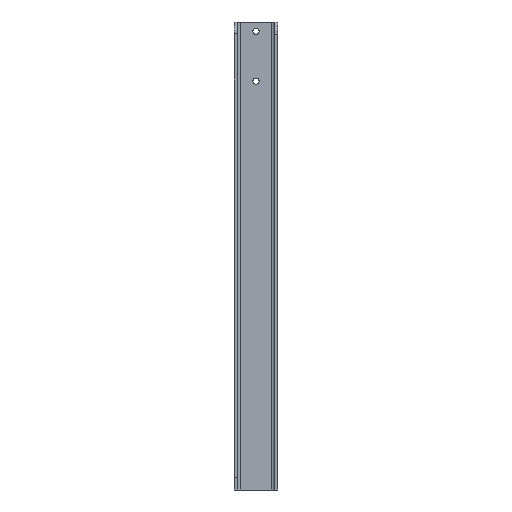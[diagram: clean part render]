
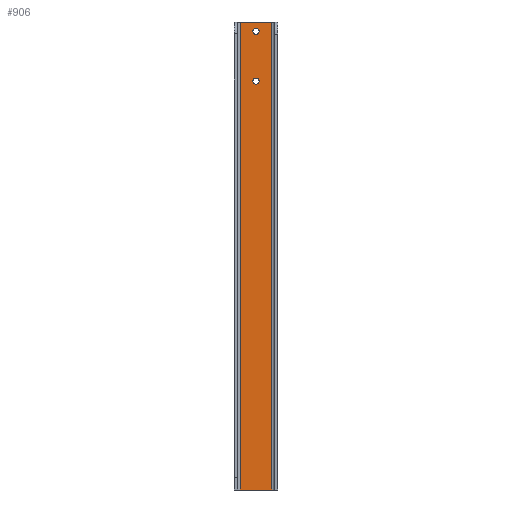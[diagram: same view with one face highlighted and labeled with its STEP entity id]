
A CAD part, front view. The second image highlights one B-rep face of the part: STEP entity #906.
In plain terms, the highlighted free-form (B-spline) face has degree [1, 1] with [2, 2] control points.
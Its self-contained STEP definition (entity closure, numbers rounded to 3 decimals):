
#30 = CARTESIAN_POINT ( 'NONE',  ( 39., -5., 653.929 ) ) ;
#31 =( BOUNDED_CURVE ( )  B_SPLINE_CURVE ( 3, ( #426, #948, #49, #192, #934, #270, #199 ),
 .UNSPECIFIED., .F., .T. ) 
 B_SPLINE_CURVE_WITH_KNOTS ( ( 4, 3, 4 ),
 ( -3.142, -1.571, 0. ),
 .UNSPECIFIED. ) 
 CURVE ( )  GEOMETRIC_REPRESENTATION_ITEM ( )  RATIONAL_B_SPLINE_CURVE ( ( 1., 0.805, 0.805, 1., 0.805, 0.805, 1. ) ) 
 REPRESENTATION_ITEM ( '' )  );
#45 = CARTESIAN_POINT ( 'NONE',  ( 30.632, -5., 654.48 ) ) ;
#46 = FACE_OUTER_BOUND ( 'NONE', #800, .T. ) ;
#49 = CARTESIAN_POINT ( 'NONE',  ( 37.929, -5., 742. ) ) ;
#51 = CARTESIAN_POINT ( 'NONE',  ( 40., -5., 657. ) ) ;
#54 = CARTESIAN_POINT ( 'NONE',  ( 10., -5., 752. ) ) ;
#58 = CARTESIAN_POINT ( 'NONE',  ( 31.929, -5., 661. ) ) ;
#61 = CARTESIAN_POINT ( 'NONE',  ( 36.307, -5., 652.129 ) ) ;
#63 = EDGE_CURVE ( 'NONE', #110, #740, #31, .T. ) ;
#65 = CARTESIAN_POINT ( 'NONE',  ( 30.632, -5., 659.52 ) ) ;
#106 = CARTESIAN_POINT ( 'NONE',  ( 40., -5., 656.343 ) ) ;
#110 = VERTEX_POINT ( 'NONE', #887 ) ;
#116 = CARTESIAN_POINT ( 'NONE',  ( 34.343, -5., 652. ) ) ;
#124 = VERTEX_POINT ( 'NONE', #389 ) ;
#149 = CARTESIAN_POINT ( 'NONE',  ( 40., -5., 737. ) ) ;
#190 = CARTESIAN_POINT ( 'NONE',  ( 38.071, -5., 661. ) ) ;
#192 = CARTESIAN_POINT ( 'NONE',  ( 35., -5., 742. ) ) ;
#193 = FACE_BOUND ( 'NONE', #447, .T. ) ;
#199 = CARTESIAN_POINT ( 'NONE',  ( 30., -5., 737. ) ) ;
#246 = CARTESIAN_POINT ( 'NONE',  ( 37.52, -5., 652.632 ) ) ;
#249 =( BOUNDED_CURVE ( )  B_SPLINE_CURVE ( 3, ( #812, #305, #525, #149 ),
 .UNSPECIFIED., .F., .T. ) 
 B_SPLINE_CURVE_WITH_KNOTS ( ( 4, 4 ),
 ( -3.142, 0. ),
 .UNSPECIFIED. ) 
 CURVE ( )  GEOMETRIC_REPRESENTATION_ITEM ( )  RATIONAL_B_SPLINE_CURVE ( ( 1., 0.333, 0.333, 1. ) ) 
 REPRESENTATION_ITEM ( '' )  );
#254 = CARTESIAN_POINT ( 'NONE',  ( 39.871, -5., 658.307 ) ) ;
#255 = B_SPLINE_CURVE_WITH_KNOTS ( 'NONE', 1,
 ( #296, #450 ),
 .UNSPECIFIED., .F., .F.,
 ( 2, 2 ),
 ( 0., 1. ),
 .UNSPECIFIED. ) ;
#267 = ORIENTED_EDGE ( 'NONE', *, *, #634, .F. ) ;
#270 = CARTESIAN_POINT ( 'NONE',  ( 30., -5., 739.929 ) ) ;
#282 = CARTESIAN_POINT ( 'NONE',  ( 10., -5., 752. ) ) ;
#283 = CARTESIAN_POINT ( 'NONE',  ( 30.129, -5., 658.307 ) ) ;
#296 = CARTESIAN_POINT ( 'NONE',  ( 60., -5., 0. ) ) ;
#305 = CARTESIAN_POINT ( 'NONE',  ( 30., -5., 727. ) ) ;
#316 = CARTESIAN_POINT ( 'NONE',  ( 10., -5., 752. ) ) ;
#317 = VERTEX_POINT ( 'NONE', #742 ) ;
#319 = EDGE_CURVE ( 'NONE', #317, #326, #676, .T. ) ;
#325 = CARTESIAN_POINT ( 'NONE',  ( 38.071, -5., 653. ) ) ;
#326 = VERTEX_POINT ( 'NONE', #54 ) ;
#327 = CARTESIAN_POINT ( 'NONE',  ( 60., -5., 0. ) ) ;
#329 = CARTESIAN_POINT ( 'NONE',  ( 40., -5., 657. ) ) ;
#340 = CARTESIAN_POINT ( 'NONE',  ( 30., -5., 657. ) ) ;
#361 = CARTESIAN_POINT ( 'NONE',  ( 60., -5., 752. ) ) ;
#378 = CARTESIAN_POINT ( 'NONE',  ( 30., -5., 657.657 ) ) ;
#379 = CARTESIAN_POINT ( 'NONE',  ( 10., -5., 0. ) ) ;
#389 = CARTESIAN_POINT ( 'NONE',  ( 40., -5., 657. ) ) ;
#407 = CARTESIAN_POINT ( 'NONE',  ( 39.871, -5., 655.693 ) ) ;
#415 = CARTESIAN_POINT ( 'NONE',  ( 37.52, -5., 661.368 ) ) ;
#426 = CARTESIAN_POINT ( 'NONE',  ( 40., -5., 737. ) ) ;
#428 = CARTESIAN_POINT ( 'NONE',  ( 35.657, -5., 652. ) ) ;
#435 = CARTESIAN_POINT ( 'NONE',  ( 30., -5., 656.343 ) ) ;
#438 = B_SPLINE_CURVE_WITH_KNOTS ( 'NONE', 1,
 ( #929, #327 ),
 .UNSPECIFIED., .F., .F.,
 ( 2, 2 ),
 ( 0., 1. ),
 .UNSPECIFIED. ) ;
#446 = CARTESIAN_POINT ( 'NONE',  ( 60., -5., 0. ) ) ;
#447 = EDGE_LOOP ( 'NONE', ( #267, #657 ) ) ;
#448 = B_SPLINE_CURVE_WITH_KNOTS ( 'NONE', 1,
 ( #316, #487 ),
 .UNSPECIFIED., .F., .F.,
 ( 2, 2 ),
 ( 0., 1. ),
 .UNSPECIFIED. ) ;
#450 = CARTESIAN_POINT ( 'NONE',  ( 60., -5., 752. ) ) ;
#455 = CARTESIAN_POINT ( 'NONE',  ( 30., -5., 737. ) ) ;
#467 = CARTESIAN_POINT ( 'NONE',  ( 60., -5., 0. ) ) ;
#476 = EDGE_CURVE ( 'NONE', #824, #317, #255, .T. ) ;
#487 = CARTESIAN_POINT ( 'NONE',  ( 10., -5., 0. ) ) ;
#498 = CARTESIAN_POINT ( 'NONE',  ( 39.368, -5., 659.52 ) ) ;
#499 = CARTESIAN_POINT ( 'NONE',  ( 33.693, -5., 652.129 ) ) ;
#516 = ORIENTED_EDGE ( 'NONE', *, *, #539, .T. ) ;
#525 = CARTESIAN_POINT ( 'NONE',  ( 40., -5., 727. ) ) ;
#539 = EDGE_CURVE ( 'NONE', #326, #645, #448, .T. ) ;
#542 = CARTESIAN_POINT ( 'NONE',  ( 34.343, -5., 662. ) ) ;
#549 = FACE_BOUND ( 'NONE', #620, .T. ) ;
#552 = CARTESIAN_POINT ( 'NONE',  ( 30., -5., 657. ) ) ;
#562 = CARTESIAN_POINT ( 'NONE',  ( 40., -5., 657.657 ) ) ;
#567 = EDGE_CURVE ( 'NONE', #124, #875, #757, .T. ) ;
#572 = CARTESIAN_POINT ( 'NONE',  ( 31., -5., 653.929 ) ) ;
#582 = ORIENTED_EDGE ( 'NONE', *, *, #476, .T. ) ;
#588 = CARTESIAN_POINT ( 'NONE',  ( 10., -5., 0. ) ) ;
#616 = ORIENTED_EDGE ( 'NONE', *, *, #835, .T. ) ;
#620 = EDGE_LOOP ( 'NONE', ( #924, #936 ) ) ;
#632 = CARTESIAN_POINT ( 'NONE',  ( 36.307, -5., 661.871 ) ) ;
#634 = EDGE_CURVE ( 'NONE', #740, #110, #249, .T. ) ;
#645 = VERTEX_POINT ( 'NONE', #379 ) ;
#657 = ORIENTED_EDGE ( 'NONE', *, *, #63, .F. ) ;
#676 = B_SPLINE_CURVE_WITH_KNOTS ( 'NONE', 1,
 ( #361, #282 ),
 .UNSPECIFIED., .F., .F.,
 ( 2, 2 ),
 ( 0., 1. ),
 .UNSPECIFIED. ) ;
#688 = CARTESIAN_POINT ( 'NONE',  ( 33.693, -5., 661.871 ) ) ;
#704 = CARTESIAN_POINT ( 'NONE',  ( 39.368, -5., 654.48 ) ) ;
#718 = CARTESIAN_POINT ( 'NONE',  ( 31.929, -5., 653. ) ) ;
#740 = VERTEX_POINT ( 'NONE', #455 ) ;
#742 = CARTESIAN_POINT ( 'NONE',  ( 60., -5., 752. ) ) ;
#743 = B_SPLINE_CURVE_WITH_KNOTS ( 'NONE', 3,
 ( #552, #378, #283, #65, #905, #58, #758, #688, #542, #746, #632, #415, #190, #850, #498, #254, #562, #51 ),
 .UNSPECIFIED., .F., .F.,
 ( 4, 2, 2, 2, 2, 2, 2, 2, 4 ),
 ( 0., 0.393, 0.785, 1.178, 1.571, 1.963, 2.356, 2.749, 3.142 ),
 .UNSPECIFIED. ) ;
#746 = CARTESIAN_POINT ( 'NONE',  ( 35.657, -5., 662. ) ) ;
#757 = B_SPLINE_CURVE_WITH_KNOTS ( 'NONE', 3,
 ( #329, #106, #407, #704, #30, #325, #246, #61, #428, #116, #499, #861, #718, #572, #45, #802, #435, #340 ),
 .UNSPECIFIED., .F., .F.,
 ( 4, 2, 2, 2, 2, 2, 2, 2, 4 ),
 ( 0., 0.393, 0.785, 1.178, 1.571, 1.963, 2.356, 2.749, 3.142 ),
 .UNSPECIFIED. ) ;
#758 = CARTESIAN_POINT ( 'NONE',  ( 32.48, -5., 661.368 ) ) ;
#771 = CARTESIAN_POINT ( 'NONE',  ( 60., -5., 752. ) ) ;
#800 = EDGE_LOOP ( 'NONE', ( #912, #516, #616, #582 ) ) ;
#802 = CARTESIAN_POINT ( 'NONE',  ( 30.129, -5., 655.693 ) ) ;
#812 = CARTESIAN_POINT ( 'NONE',  ( 30., -5., 737. ) ) ;
#824 = VERTEX_POINT ( 'NONE', #467 ) ;
#835 = EDGE_CURVE ( 'NONE', #645, #824, #438, .T. ) ;
#850 = CARTESIAN_POINT ( 'NONE',  ( 39., -5., 660.071 ) ) ;
#852 = CARTESIAN_POINT ( 'NONE',  ( 30., -5., 657. ) ) ;
#857 = B_SPLINE_SURFACE_WITH_KNOTS ( 'NONE', 1, 1, ( 
 ( #588, #870 ),
 ( #446, #771 ) ),
 .UNSPECIFIED., .F., .F., .F.,
 ( 2, 2 ),
 ( 2, 2 ),
 ( 0., 1. ),
 ( 0., 1. ),
 .UNSPECIFIED. ) ;
#861 = CARTESIAN_POINT ( 'NONE',  ( 32.48, -5., 652.632 ) ) ;
#870 = CARTESIAN_POINT ( 'NONE',  ( 10., -5., 752. ) ) ;
#875 = VERTEX_POINT ( 'NONE', #852 ) ;
#884 = EDGE_CURVE ( 'NONE', #875, #124, #743, .T. ) ;
#887 = CARTESIAN_POINT ( 'NONE',  ( 40., -5., 737. ) ) ;
#905 = CARTESIAN_POINT ( 'NONE',  ( 31., -5., 660.071 ) ) ;
#906 = ADVANCED_FACE ( 'NONE', ( #549, #193, #46 ), #857, .T. ) ;
#912 = ORIENTED_EDGE ( 'NONE', *, *, #319, .T. ) ;
#924 = ORIENTED_EDGE ( 'NONE', *, *, #567, .T. ) ;
#929 = CARTESIAN_POINT ( 'NONE',  ( 10., -5., 0. ) ) ;
#934 = CARTESIAN_POINT ( 'NONE',  ( 32.071, -5., 742. ) ) ;
#936 = ORIENTED_EDGE ( 'NONE', *, *, #884, .T. ) ;
#948 = CARTESIAN_POINT ( 'NONE',  ( 40., -5., 739.929 ) ) ;
